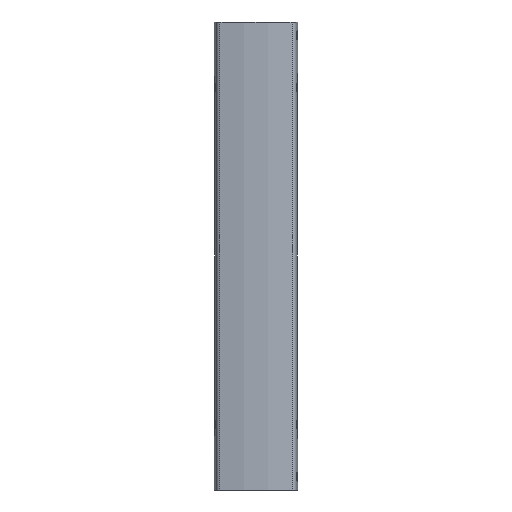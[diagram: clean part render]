
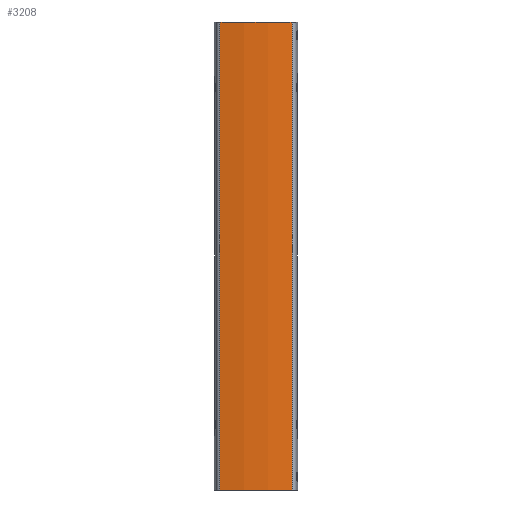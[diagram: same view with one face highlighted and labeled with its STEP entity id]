
A CAD part, left-side view. The second image highlights one B-rep face of the part: STEP entity #3208.
In plain terms, the highlighted cylindrical face has radius 200 mm (diameter 400 mm), a partial arc.
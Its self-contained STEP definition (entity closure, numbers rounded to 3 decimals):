
#92=CARTESIAN_POINT('',(165.,0.,250.));
#93=DIRECTION('',(0.,0.,-1.));
#94=DIRECTION('',(-0.981,-0.193,0.));
#95=AXIS2_PLACEMENT_3D('',#92,#93,#94);
#419=DIRECTION('',(0.,0.,1.));
#420=VECTOR('',#419,500.);
#421=CARTESIAN_POINT('',(-31.249,38.551,-250.));
#422=LINE('',#421,#420);
#426=DIRECTION('',(0.,0.,1.));
#427=VECTOR('',#426,500.);
#428=CARTESIAN_POINT('',(-31.249,-38.551,-250.));
#429=LINE('',#428,#427);
#749=CARTESIAN_POINT('',(165.,0.,-250.));
#750=DIRECTION('',(0.,0.,-1.));
#751=DIRECTION('',(-0.981,-0.193,0.));
#752=AXIS2_PLACEMENT_3D('',#749,#750,#751);
#2656=CARTESIAN_POINT('',(-31.249,38.551,250.));
#2657=VERTEX_POINT('',#2656);
#2658=CARTESIAN_POINT('',(-31.249,-38.551,250.));
#2659=VERTEX_POINT('',#2658);
#2672=CARTESIAN_POINT('',(-31.249,38.551,-250.));
#2673=VERTEX_POINT('',#2672);
#2674=CARTESIAN_POINT('',(-31.249,-38.551,-250.));
#2675=VERTEX_POINT('',#2674);
#3195=CARTESIAN_POINT('',(165.,0.,250.));
#3196=DIRECTION('',(0.,0.,1.));
#3197=DIRECTION('',(1.,0.,0.));
#3198=AXIS2_PLACEMENT_3D('',#3195,#3196,#3197);
#3199=CYLINDRICAL_SURFACE('',#3198,200.);
#3200=ORIENTED_EDGE('',*,*,#3049,.F.);
#3202=ORIENTED_EDGE('',*,*,#3201,.F.);
#3204=ORIENTED_EDGE('',*,*,#3203,.T.);
#3205=ORIENTED_EDGE('',*,*,#3187,.T.);
#3206=EDGE_LOOP('',(#3200,#3202,#3204,#3205));
#3207=FACE_OUTER_BOUND('',#3206,.F.);
#3208=ADVANCED_FACE('',(#3207),#3199,.T.);
#96=CIRCLE('',#95,200.);
#753=CIRCLE('',#752,200.);
#3049=EDGE_CURVE('',#2659,#2657,#96,.T.);
#3187=EDGE_CURVE('',#2673,#2657,#422,.T.);
#3201=EDGE_CURVE('',#2675,#2659,#429,.T.);
#3203=EDGE_CURVE('',#2675,#2673,#753,.T.);
